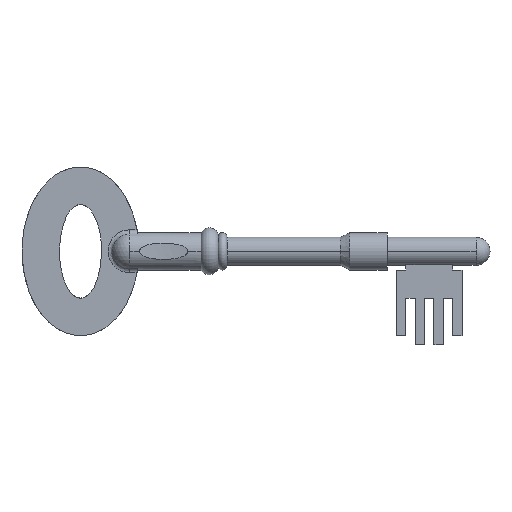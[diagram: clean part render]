
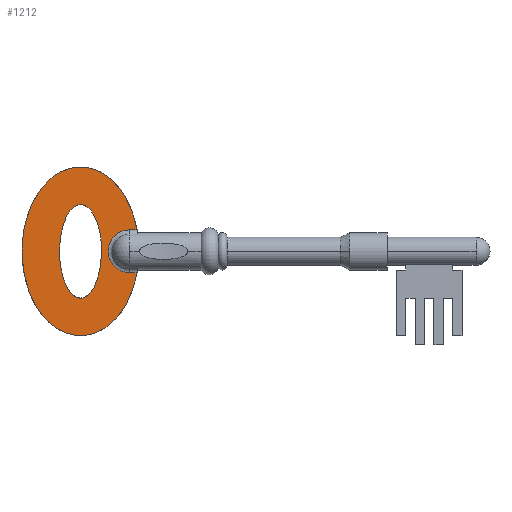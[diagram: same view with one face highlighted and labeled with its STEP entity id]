
A CAD part, top view. The second image highlights one B-rep face of the part: STEP entity #1212.
In plain terms, the highlighted planar face has unit normal (0, 0, 1).
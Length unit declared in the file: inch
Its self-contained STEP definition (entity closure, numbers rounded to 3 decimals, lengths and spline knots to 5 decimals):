
#5=CARTESIAN_POINT('',(1.15,0.22913,0.05));
#6=CARTESIAN_POINT('',(1.14088,0.22913,0.05));
#7=CARTESIAN_POINT('',(1.12246,0.22803,0.05));
#8=CARTESIAN_POINT('',(1.09487,0.22303,0.05));
#9=CARTESIAN_POINT('',(1.0655,0.21381,0.05));
#10=CARTESIAN_POINT('',(1.03406,0.19879,0.05));
#11=CARTESIAN_POINT('',(1.00139,0.17611,0.05));
#12=CARTESIAN_POINT('',(0.96948,0.14382,0.05));
#13=CARTESIAN_POINT('',(0.94245,0.1015,0.05));
#14=CARTESIAN_POINT('',(0.92497,0.05265,0.05));
#15=CARTESIAN_POINT('',(0.91894,0.00056,0.05));
#16=CARTESIAN_POINT('',(0.92452,-0.05078,
0.05));
#17=CARTESIAN_POINT('',(0.94222,-0.10128,
0.05));
#18=CARTESIAN_POINT('',(0.96959,-0.14394,
0.05));
#19=CARTESIAN_POINT('',(1.00134,-0.17606,0.05));
#20=CARTESIAN_POINT('',(1.03403,-0.19877,0.05));
#21=CARTESIAN_POINT('',(1.06546,-0.21379,0.05));
#22=CARTESIAN_POINT('',(1.0949,-0.22304,0.05));
#23=CARTESIAN_POINT('',(1.12246,-0.22803,0.05));
#24=CARTESIAN_POINT('',(1.14089,-0.22913,0.05));
#25=CARTESIAN_POINT('',(1.15,-0.22913,0.05));
#54=CARTESIAN_POINT('',(0.4,0.,0.05));
#55=CARTESIAN_POINT('',(0.4,0.05893,0.05));
#56=CARTESIAN_POINT('',(0.4096,0.18622,0.05));
#57=CARTESIAN_POINT('',(0.46119,0.36413,0.05));
#58=CARTESIAN_POINT('',(0.52774,0.45951,0.05));
#59=CARTESIAN_POINT('',(0.58436,0.49474,0.05));
#60=CARTESIAN_POINT('',(0.625,0.50263,0.05));
#61=CARTESIAN_POINT('',(0.66564,0.49474,0.05));
#62=CARTESIAN_POINT('',(0.72226,0.45951,0.05));
#63=CARTESIAN_POINT('',(0.78881,0.36413,0.05));
#64=CARTESIAN_POINT('',(0.8404,0.18622,0.05));
#65=CARTESIAN_POINT('',(0.85,0.05893,0.05));
#66=CARTESIAN_POINT('',(0.85,0.,0.05));
#68=CARTESIAN_POINT('',(0.85,0.,0.05));
#69=CARTESIAN_POINT('',(0.85,-0.05893,0.05));
#70=CARTESIAN_POINT('',(0.8404,-0.18622,0.05));
#71=CARTESIAN_POINT('',(0.78881,-0.36413,0.05));
#72=CARTESIAN_POINT('',(0.72226,-0.45951,0.05));
#73=CARTESIAN_POINT('',(0.66564,-0.49474,0.05));
#74=CARTESIAN_POINT('',(0.625,-0.50263,0.05));
#75=CARTESIAN_POINT('',(0.58436,-0.49474,0.05));
#76=CARTESIAN_POINT('',(0.52774,-0.45951,0.05));
#77=CARTESIAN_POINT('',(0.46119,-0.36413,0.05));
#78=CARTESIAN_POINT('',(0.4096,-0.18622,0.05));
#79=CARTESIAN_POINT('',(0.4,-0.05893,0.05));
#80=CARTESIAN_POINT('',(0.4,0.,0.05));
#792=DIRECTION('',(-1.,0.,0.));
#793=VECTOR('',#792,0.07941);
#794=CARTESIAN_POINT('',(1.22941,0.22913,0.05));
#795=LINE('',#794,#793);
#844=CARTESIAN_POINT('',(1.22941,0.22913,0.05));
#845=CARTESIAN_POINT('',(1.21626,0.30106,0.05));
#846=CARTESIAN_POINT('',(1.17483,0.45661,0.05));
#847=CARTESIAN_POINT('',(1.04183,0.69828,0.05));
#848=CARTESIAN_POINT('',(0.85857,0.85181,0.05));
#849=CARTESIAN_POINT('',(0.68224,0.90339,0.05));
#850=CARTESIAN_POINT('',(0.54413,0.89983,0.05));
#851=CARTESIAN_POINT('',(0.4099,0.85263,0.05));
#852=CARTESIAN_POINT('',(0.28899,0.76675,0.05));
#853=CARTESIAN_POINT('',(0.1881,0.65184,0.05));
#854=CARTESIAN_POINT('',(0.11034,0.51958,0.05));
#855=CARTESIAN_POINT('',(0.05546,0.38091,0.05));
#856=CARTESIAN_POINT('',(0.02094,0.24433,0.05));
#857=CARTESIAN_POINT('',(0.00614,0.13719,0.05));
#858=CARTESIAN_POINT('',(0.0008,0.05667,0.05));
#859=CARTESIAN_POINT('',(-0.0004,0.,0.05));
#860=CARTESIAN_POINT('',(0.0008,-0.05667,0.05));
#861=CARTESIAN_POINT('',(0.00614,-0.13719,0.05));
#862=CARTESIAN_POINT('',(0.02094,-0.24433,0.05));
#863=CARTESIAN_POINT('',(0.05546,-0.38091,0.05));
#864=CARTESIAN_POINT('',(0.11034,-0.51958,0.05));
#865=CARTESIAN_POINT('',(0.1881,-0.65184,0.05));
#866=CARTESIAN_POINT('',(0.28899,-0.76675,0.05));
#867=CARTESIAN_POINT('',(0.4099,-0.85263,0.05));
#868=CARTESIAN_POINT('',(0.54413,-0.89983,0.05));
#869=CARTESIAN_POINT('',(0.68224,-0.90339,0.05));
#870=CARTESIAN_POINT('',(0.85857,-0.85181,0.05));
#871=CARTESIAN_POINT('',(1.04183,-0.69828,0.05));
#872=CARTESIAN_POINT('',(1.17483,-0.45661,0.05));
#873=CARTESIAN_POINT('',(1.21626,-0.30106,0.05));
#874=CARTESIAN_POINT('',(1.22941,-0.22913,0.05));
#884=DIRECTION('',(1.,0.,0.));
#885=VECTOR('',#884,0.07941);
#886=CARTESIAN_POINT('',(1.15,-0.22913,0.05));
#887=LINE('',#886,#885);
#951=VERTEX_POINT('',#54);
#952=VERTEX_POINT('',#66);
#1033=CARTESIAN_POINT('',(1.15,-0.22913,0.05));
#1034=CARTESIAN_POINT('',(1.22941,-0.22913,0.05));
#1035=VERTEX_POINT('',#1033);
#1036=VERTEX_POINT('',#1034);
#1041=VERTEX_POINT('',#5);
#1045=CARTESIAN_POINT('',(1.22941,0.22913,0.05));
#1046=VERTEX_POINT('',#1045);
#1192=CARTESIAN_POINT('',(0.,0.,0.05));
#1193=DIRECTION('',(0.,0.,1.));
#1194=DIRECTION('',(-1.,0.,0.));
#1195=AXIS2_PLACEMENT_3D('',#1192,#1193,#1194);
#1196=PLANE('',#1195);
#1198=ORIENTED_EDGE('',*,*,#1197,.T.);
#1200=ORIENTED_EDGE('',*,*,#1199,.F.);
#1202=ORIENTED_EDGE('',*,*,#1201,.T.);
#1203=ORIENTED_EDGE('',*,*,#1182,.T.);
#1204=EDGE_LOOP('',(#1198,#1200,#1202,#1203));
#1205=FACE_OUTER_BOUND('',#1204,.F.);
#1207=ORIENTED_EDGE('',*,*,#1206,.F.);
#1209=ORIENTED_EDGE('',*,*,#1208,.F.);
#1210=EDGE_LOOP('',(#1207,#1209));
#1211=FACE_BOUND('',#1210,.F.);
#1212=ADVANCED_FACE('',(#1205,#1211),#1196,.T.);
#26=B_SPLINE_CURVE_WITH_KNOTS('',3,(#5,#6,#7,#8,#9,#10,#11,#12,#13,#14,#15,#16,
#17,#18,#19,#20,#21,#22,#23,#24,#25),.UNSPECIFIED.,.F.,.F.,(4,1,1,1,1,1,1,1,1,1,
1,1,1,1,1,1,1,1,4),(0.,0.05556,0.11111,0.16667,
0.22222,0.27778,0.33333,0.38889,
0.44444,0.5,0.55556,0.61111,0.66667,
0.72222,0.77778,0.83333,0.88889,
0.94444,1.),.UNSPECIFIED.);
#67=B_SPLINE_CURVE_WITH_KNOTS('',3,(#54,#55,#56,#57,#58,#59,#60,#61,#62,#63,#64,
#65,#66),.UNSPECIFIED.,.F.,.F.,(4,1,1,1,1,1,1,1,1,1,4),(0.,0.125,0.25,
0.375,0.4375,0.5,0.5625,0.625,0.75,0.875,1.),.UNSPECIFIED.);
#81=B_SPLINE_CURVE_WITH_KNOTS('',3,(#68,#69,#70,#71,#72,#73,#74,#75,#76,#77,#78,
#79,#80),.UNSPECIFIED.,.F.,.F.,(4,1,1,1,1,1,1,1,1,1,4),(0.,0.125,0.25,
0.375,0.4375,0.5,0.5625,0.625,0.75,0.875,1.),.UNSPECIFIED.);
#875=B_SPLINE_CURVE_WITH_KNOTS('',3,(#844,#845,#846,#847,#848,#849,#850,#851,
#852,#853,#854,#855,#856,#857,#858,#859,#860,#861,#862,#863,#864,#865,#866,#867,
#868,#869,#870,#871,#872,#873,#874),.UNSPECIFIED.,.F.,.F.,(4,1,1,1,1,1,1,1,1,1,
1,1,1,1,1,1,1,1,1,1,1,1,1,1,1,1,1,1,4),(0.,0.0625,0.125,0.1875,0.21875,
0.25,0.28125,0.3125,0.34375,0.375,0.40625,0.4375,0.46875,
0.48438,0.5,0.51563,0.53125,0.5625,0.59375,0.625,0.65625,
0.6875,0.71875,0.75,0.78125,0.8125,0.875,0.9375,1.),
.UNSPECIFIED.);
#1182=EDGE_CURVE('',#1041,#1035,#26,.T.);
#1197=EDGE_CURVE('',#1035,#1036,#887,.T.);
#1199=EDGE_CURVE('',#1046,#1036,#875,.T.);
#1201=EDGE_CURVE('',#1046,#1041,#795,.T.);
#1206=EDGE_CURVE('',#951,#952,#67,.T.);
#1208=EDGE_CURVE('',#952,#951,#81,.T.);
